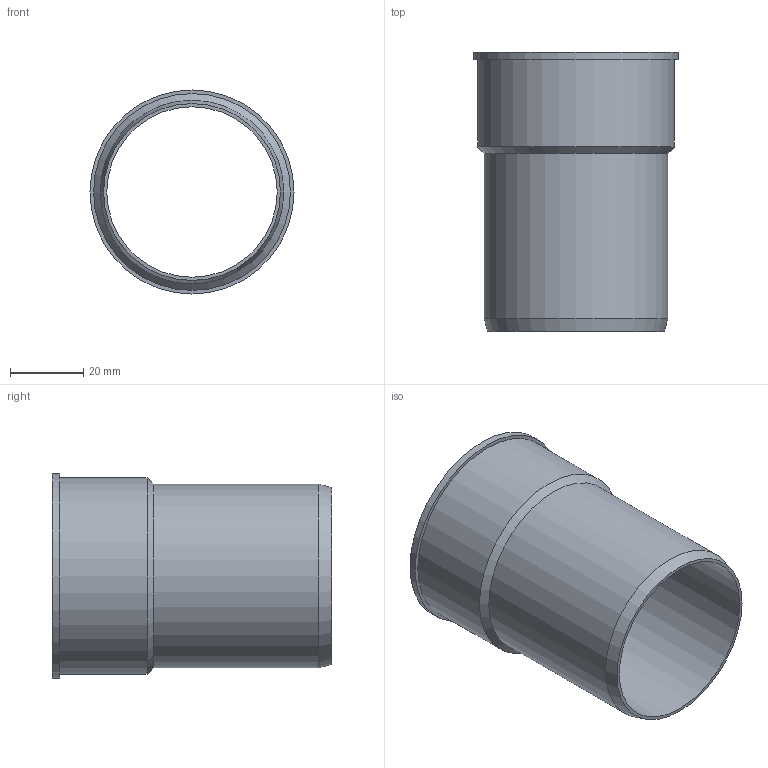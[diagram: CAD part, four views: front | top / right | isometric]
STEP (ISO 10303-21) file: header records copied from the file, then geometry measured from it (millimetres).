
FILE_DESCRIPTION(/* description */ (''),/* implementation_level */ '2;1');
FILE_NAME(/* name */ '172910 HTsafeS DN_OD 50_40.stp',/* time_stamp */ '2017-03-13T09:17:18+01:00',/* author */ ('user1'),/* organization */ (''),/* preprocessor_version */ 'ST-DEVELOPER v16.1',/* originating_system */ 'Autodesk Inventor 2016',/* authorisation */ '');
FILE_SCHEMA (('AUTOMOTIVE_DESIGN { 1 0 10303 214 3 1 1 }'));
Length unit declared in the file: millimetre
Products named in the file (1): 172910 HTsafeS DN_OD 50_40
Bounding box: 55.6 x 76 x 55.6 mm (x, y, z)
Volume: 21515 mm3; surface area: 24563.4 mm2
Topology: 1 solids, 1 shells, 12 faces, 21 edges, 12 vertices
Faces by surface type: cylinder 5, plane 3, cone 3, torus 1
Full cylindrical faces by diameter (mm): 46.4 x1, 50 x2, 53.6 x1, 55.6 x1
Entity records: 272 total; most frequent: DIRECTION 50, CARTESIAN_POINT 37, AXIS2_PLACEMENT_3D 25, EDGE_LOOP 24, ORIENTED_EDGE 24, FACE_BOUND 12, FACE_OUTER_BOUND 12, CIRCLE 12
